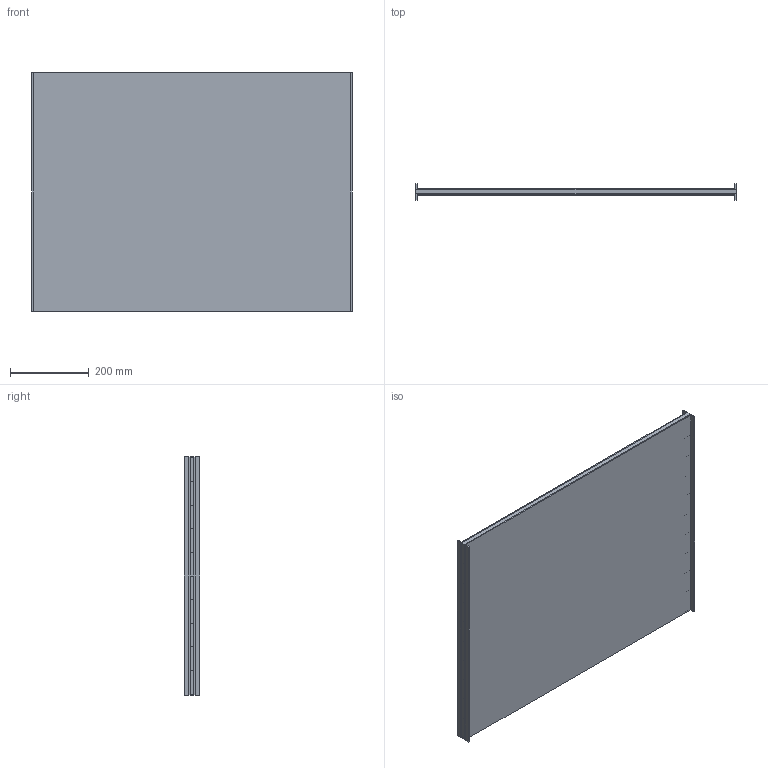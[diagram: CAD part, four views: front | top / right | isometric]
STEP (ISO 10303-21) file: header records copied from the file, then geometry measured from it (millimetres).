
FILE_DESCRIPTION(('FreeCAD Model'),'2;1');
FILE_NAME('Frame_wBars_muon_us.step', '2021-02-03T10:11:46',('Author'),(''), 'Open CASCADE STEP processor 7.3','FreeCAD','Unknown');
FILE_SCHEMA(('AUTOMOTIVE_DESIGN { 1 0 10303 214 1 1 1 1 }'));
Length unit declared in the file: millimetre
Products named in the file (2): Group; Group001
Bounding box: 814 x 40 x 607 mm (x, y, z)
Volume: 7960836 mm3; surface area: 3220916 mm2
Topology: 11 solids, 11 shells, 100 faces, 208 edges, 128 vertices
Faces by surface type: plane 100
Entity records: 5968 total; most frequent: CARTESIAN_POINT 853, DIRECTION 826, LINE 624, VECTOR 624, ORIENTED_EDGE 416, PCURVE 416, DEFINITIONAL_REPRESENTATION 416, EDGE_CURVE 208
